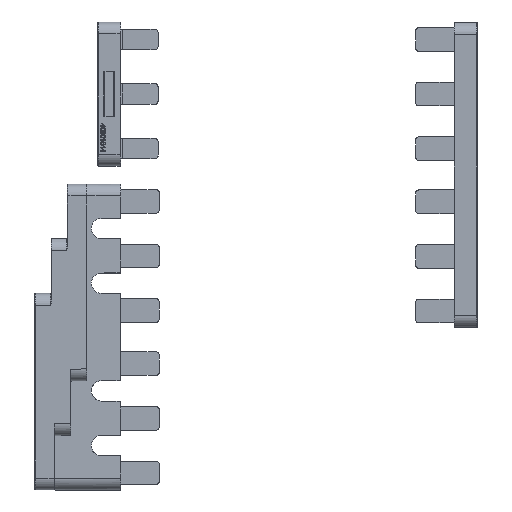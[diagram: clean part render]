
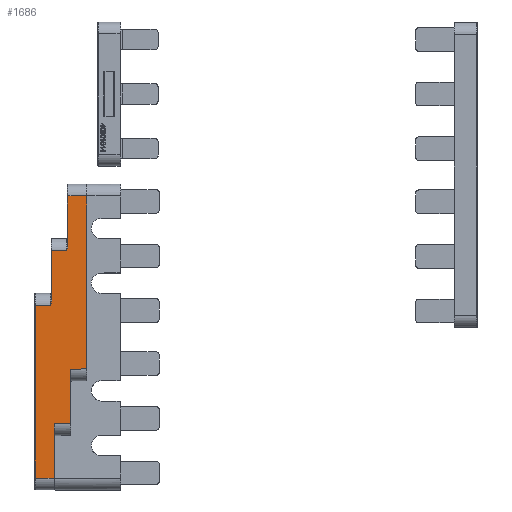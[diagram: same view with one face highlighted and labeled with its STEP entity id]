
A CAD part, top view. The second image highlights one B-rep face of the part: STEP entity #1686.
In plain terms, the highlighted planar face has unit normal (0, 0, 1).
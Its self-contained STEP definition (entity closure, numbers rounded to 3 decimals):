
#680=B_SPLINE_CURVE_WITH_KNOTS('',3,(#25356,#25357,#25358,#25359,#25360,
#25361,#25362,#25363,#25364,#25365),.UNSPECIFIED.,.F.,.F.,(4,3,3,4),(0.,
0.44,0.993,1.),.UNSPECIFIED.);
#681=B_SPLINE_CURVE_WITH_KNOTS('',3,(#25371,#25372,#25373,#25374,#25375,
#25376,#25377,#25378,#25379,#25380),.UNSPECIFIED.,.F.,.F.,(4,3,3,4),(0.,
0.44,0.993,1.),.UNSPECIFIED.);
#1686=ADVANCED_FACE('',(#2872),#2239,.T.);
#2239=PLANE('',#15694);
#2872=FACE_OUTER_BOUND('',#3698,.T.);
#3698=EDGE_LOOP('',(#7334,#7335,#7336,#7337,#7338,#7339,#7340,#7341,#7342,
#7343,#7344,#7345,#7346,#7347,#7348,#7349));
#7334=ORIENTED_EDGE('',*,*,#11667,.F.);
#7335=ORIENTED_EDGE('',*,*,#11668,.T.);
#7336=ORIENTED_EDGE('',*,*,#11669,.T.);
#7337=ORIENTED_EDGE('',*,*,#11670,.T.);
#7338=ORIENTED_EDGE('',*,*,#11671,.T.);
#7339=ORIENTED_EDGE('',*,*,#11672,.T.);
#7340=ORIENTED_EDGE('',*,*,#11673,.T.);
#7341=ORIENTED_EDGE('',*,*,#11674,.T.);
#7342=ORIENTED_EDGE('',*,*,#11675,.T.);
#7343=ORIENTED_EDGE('',*,*,#11515,.T.);
#7344=ORIENTED_EDGE('',*,*,#11676,.T.);
#7345=ORIENTED_EDGE('',*,*,#11677,.T.);
#7346=ORIENTED_EDGE('',*,*,#11678,.T.);
#7347=ORIENTED_EDGE('',*,*,#11679,.F.);
#7348=ORIENTED_EDGE('',*,*,#11680,.F.);
#7349=ORIENTED_EDGE('',*,*,#11681,.T.);
#9576=VERTEX_POINT('',#24910);
#9577=VERTEX_POINT('',#24912);
#9698=VERTEX_POINT('',#25350);
#9699=VERTEX_POINT('',#25351);
#9700=VERTEX_POINT('',#25353);
#9701=VERTEX_POINT('',#25355);
#9702=VERTEX_POINT('',#25366);
#9703=VERTEX_POINT('',#25368);
#9704=VERTEX_POINT('',#25370);
#9705=VERTEX_POINT('',#25381);
#9706=VERTEX_POINT('',#25383);
#9707=VERTEX_POINT('',#25386);
#9708=VERTEX_POINT('',#25388);
#9709=VERTEX_POINT('',#25390);
#9710=VERTEX_POINT('',#25392);
#9711=VERTEX_POINT('',#25394);
#11515=EDGE_CURVE('',#9577,#9576,#13058,.T.);
#11667=EDGE_CURVE('',#9698,#9699,#13147,.T.);
#11668=EDGE_CURVE('',#9698,#9700,#13148,.T.);
#11669=EDGE_CURVE('',#9700,#9701,#13149,.T.);
#11670=EDGE_CURVE('',#9701,#9702,#680,.T.);
#11671=EDGE_CURVE('',#9702,#9703,#13150,.T.);
#11672=EDGE_CURVE('',#9703,#9704,#13151,.T.);
#11673=EDGE_CURVE('',#9704,#9705,#681,.T.);
#11674=EDGE_CURVE('',#9705,#9706,#13152,.T.);
#11675=EDGE_CURVE('',#9706,#9577,#13153,.T.);
#11676=EDGE_CURVE('',#9576,#9707,#13154,.T.);
#11677=EDGE_CURVE('',#9707,#9708,#13155,.T.);
#11678=EDGE_CURVE('',#9708,#9709,#13156,.T.);
#11679=EDGE_CURVE('',#9710,#9709,#13157,.T.);
#11680=EDGE_CURVE('',#9711,#9710,#13158,.T.);
#11681=EDGE_CURVE('',#9711,#9699,#13159,.T.);
#13058=LINE('',#24911,#14329);
#13147=LINE('',#25349,#14418);
#13148=LINE('',#25352,#14419);
#13149=LINE('',#25354,#14420);
#13150=LINE('',#25367,#14421);
#13151=LINE('',#25369,#14422);
#13152=LINE('',#25382,#14423);
#13153=LINE('',#25384,#14424);
#13154=LINE('',#25385,#14425);
#13155=LINE('',#25387,#14426);
#13156=LINE('',#25389,#14427);
#13157=LINE('',#25391,#14428);
#13158=LINE('',#25393,#14429);
#13159=LINE('',#25395,#14430);
#14329=VECTOR('',#18557,1.);
#14418=VECTOR('',#18824,1.);
#14419=VECTOR('',#18825,1.);
#14420=VECTOR('',#18826,1.);
#14421=VECTOR('',#18827,1.);
#14422=VECTOR('',#18828,1.);
#14423=VECTOR('',#18829,1.);
#14424=VECTOR('',#18830,1.);
#14425=VECTOR('',#18831,1.);
#14426=VECTOR('',#18832,1.);
#14427=VECTOR('',#18833,1.);
#14428=VECTOR('',#18834,1.);
#14429=VECTOR('',#18835,1.);
#14430=VECTOR('',#18836,1.);
#15694=AXIS2_PLACEMENT_3D('',#25396,#18837,#18838);
#18557=DIRECTION('',(1.,0.,0.));
#18824=DIRECTION('',(0.,-1.,0.));
#18825=DIRECTION('',(-1.,0.,0.));
#18826=DIRECTION('',(0.,-1.,0.));
#18827=DIRECTION('',(-1.,0.,0.));
#18828=DIRECTION('',(0.,-1.,0.));
#18829=DIRECTION('',(-1.,0.,0.));
#18830=DIRECTION('',(0.,-1.,0.));
#18831=DIRECTION('',(0.,1.,0.));
#18832=DIRECTION('',(0.,1.,0.));
#18833=DIRECTION('',(1.,0.017,0.));
#18834=DIRECTION('',(0.,-1.,0.));
#18835=DIRECTION('',(0.,-1.,0.));
#18836=DIRECTION('',(1.,0.017,0.));
#18837=DIRECTION('',(0.,0.,1.));
#18838=DIRECTION('',(1.,0.,0.));
#24910=CARTESIAN_POINT('',(-79.,-33.536,35.384));
#24911=CARTESIAN_POINT('',(-72.079,-33.536,35.384));
#24912=CARTESIAN_POINT('',(-85.4,-33.536,35.384));
#25349=CARTESIAN_POINT('',(-68.,27.264,35.384));
#25350=CARTESIAN_POINT('',(-68.,62.065,35.384));
#25351=CARTESIAN_POINT('',(-68.,3.465,35.384));
#25352=CARTESIAN_POINT('',(-72.079,62.065,35.384));
#25353=CARTESIAN_POINT('',(-74.4,62.065,35.384));
#25354=CARTESIAN_POINT('',(-74.4,27.264,35.384));
#25355=CARTESIAN_POINT('',(-74.4,45.352,35.384));
#25356=CARTESIAN_POINT('',(-74.4,45.352,35.384));
#25357=CARTESIAN_POINT('',(-74.4,45.083,35.384));
#25358=CARTESIAN_POINT('',(-74.446,44.814,35.384));
#25359=CARTESIAN_POINT('',(-74.508,44.552,35.384));
#25360=CARTESIAN_POINT('',(-74.586,44.222,35.384));
#25361=CARTESIAN_POINT('',(-74.691,43.898,35.384));
#25362=CARTESIAN_POINT('',(-74.796,43.575,35.384));
#25363=CARTESIAN_POINT('',(-74.797,43.571,35.384));
#25364=CARTESIAN_POINT('',(-74.799,43.567,35.384));
#25365=CARTESIAN_POINT('',(-74.8,43.564,35.384));
#25366=CARTESIAN_POINT('',(-74.8,43.564,35.384));
#25367=CARTESIAN_POINT('',(-72.079,43.564,35.384));
#25368=CARTESIAN_POINT('',(-79.9,43.564,35.384));
#25369=CARTESIAN_POINT('',(-79.9,27.264,35.384));
#25370=CARTESIAN_POINT('',(-79.9,26.852,35.384));
#25371=CARTESIAN_POINT('',(-79.9,26.852,35.384));
#25372=CARTESIAN_POINT('',(-79.9,26.583,35.384));
#25373=CARTESIAN_POINT('',(-79.946,26.314,35.384));
#25374=CARTESIAN_POINT('',(-80.008,26.052,35.384));
#25375=CARTESIAN_POINT('',(-80.086,25.722,35.384));
#25376=CARTESIAN_POINT('',(-80.191,25.398,35.384));
#25377=CARTESIAN_POINT('',(-80.296,25.075,35.384));
#25378=CARTESIAN_POINT('',(-80.297,25.071,35.384));
#25379=CARTESIAN_POINT('',(-80.299,25.067,35.384));
#25380=CARTESIAN_POINT('',(-80.3,25.064,35.384));
#25381=CARTESIAN_POINT('',(-80.3,25.064,35.384));
#25382=CARTESIAN_POINT('',(-72.079,25.064,35.384));
#25383=CARTESIAN_POINT('',(-85.4,25.064,35.384));
#25384=CARTESIAN_POINT('',(-85.4,-33.534,35.384));
#25385=CARTESIAN_POINT('',(-79.,-43.036,35.384));
#25386=CARTESIAN_POINT('',(-79.,-16.93,35.384));
#25387=CARTESIAN_POINT('',(-79.,-43.036,35.384));
#25388=CARTESIAN_POINT('',(-79.,-15.144,35.384));
#25389=CARTESIAN_POINT('',(-71.341,-15.01,35.384));
#25390=CARTESIAN_POINT('',(-73.5,-15.048,35.384));
#25391=CARTESIAN_POINT('',(-73.5,27.264,35.384));
#25392=CARTESIAN_POINT('',(-73.5,1.583,35.384));
#25393=CARTESIAN_POINT('',(-73.5,-19.036,35.384));
#25394=CARTESIAN_POINT('',(-73.5,3.369,35.384));
#25395=CARTESIAN_POINT('',(-68.07,3.464,35.384));
#25396=CARTESIAN_POINT('',(-72.079,27.264,35.384));
